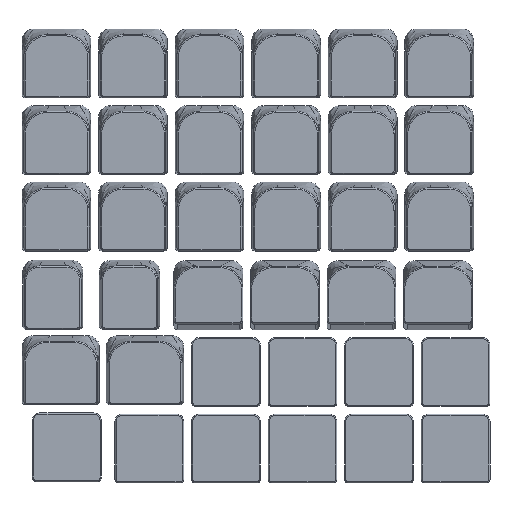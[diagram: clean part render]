
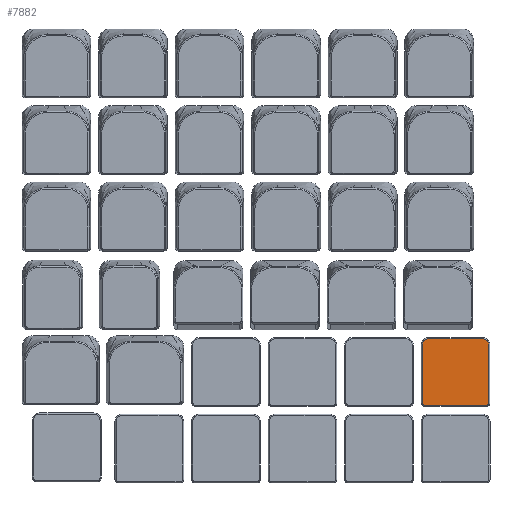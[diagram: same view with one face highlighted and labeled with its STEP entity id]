
A CAD part, front view. The second image highlights one B-rep face of the part: STEP entity #7882.
In plain terms, the highlighted face is planar.
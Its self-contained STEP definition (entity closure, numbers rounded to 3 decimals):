
#943=PLANE('',#8504);
#1334=FACE_OUTER_BOUND('',#1733,.T.);
#1733=EDGE_LOOP('',(#7249,#7250,#7251,#7252,#7253,#7254,#7255,#7256));
#2530=LINE('',#14819,#3386);
#2534=LINE('',#14831,#3390);
#2538=LINE('',#14843,#3394);
#2542=LINE('',#14855,#3398);
#3386=VECTOR('',#10149,10.);
#3390=VECTOR('',#10161,10.);
#3394=VECTOR('',#10173,10.);
#3398=VECTOR('',#10185,10.);
#3569=CIRCLE('',#8485,0.7);
#3571=CIRCLE('',#8489,1.7);
#3573=CIRCLE('',#8493,1.7);
#3575=CIRCLE('',#8497,0.7);
#4209=VERTEX_POINT('',#14812);
#4212=VERTEX_POINT('',#14817);
#4213=VERTEX_POINT('',#14821);
#4215=VERTEX_POINT('',#14827);
#4217=VERTEX_POINT('',#14833);
#4219=VERTEX_POINT('',#14839);
#4221=VERTEX_POINT('',#14845);
#4223=VERTEX_POINT('',#14851);
#5229=EDGE_CURVE('',#4212,#4209,#2530,.T.);
#5232=EDGE_CURVE('',#4209,#4213,#3569,.T.);
#5235=EDGE_CURVE('',#4213,#4215,#2534,.T.);
#5238=EDGE_CURVE('',#4215,#4217,#3571,.T.);
#5241=EDGE_CURVE('',#4217,#4219,#2538,.T.);
#5244=EDGE_CURVE('',#4219,#4221,#3573,.T.);
#5247=EDGE_CURVE('',#4221,#4223,#2542,.T.);
#5249=EDGE_CURVE('',#4223,#4212,#3575,.T.);
#7249=ORIENTED_EDGE('',*,*,#5229,.F.);
#7250=ORIENTED_EDGE('',*,*,#5249,.F.);
#7251=ORIENTED_EDGE('',*,*,#5247,.F.);
#7252=ORIENTED_EDGE('',*,*,#5244,.F.);
#7253=ORIENTED_EDGE('',*,*,#5241,.F.);
#7254=ORIENTED_EDGE('',*,*,#5238,.F.);
#7255=ORIENTED_EDGE('',*,*,#5235,.F.);
#7256=ORIENTED_EDGE('',*,*,#5232,.F.);
#7882=ADVANCED_FACE('',(#1334),#943,.T.);
#8485=AXIS2_PLACEMENT_3D('',#14825,#10155,#10156);
#8489=AXIS2_PLACEMENT_3D('',#14837,#10167,#10168);
#8493=AXIS2_PLACEMENT_3D('',#14849,#10179,#10180);
#8497=AXIS2_PLACEMENT_3D('',#14858,#10190,#10191);
#8504=AXIS2_PLACEMENT_3D('',#14877,#10211,#10212);
#10149=DIRECTION('',(-1.,0.,0.));
#10155=DIRECTION('center_axis',(0.,-1.,
0.));
#10156=DIRECTION('ref_axis',(-0.156,0.,0.988));
#10161=DIRECTION('',(0.,0.,-1.));
#10167=DIRECTION('center_axis',(0.,-1.,
0.));
#10168=DIRECTION('ref_axis',(-0.988,0.,-0.156));
#10173=DIRECTION('',(1.,0.,0.));
#10179=DIRECTION('center_axis',(0.,-1.,
0.));
#10180=DIRECTION('ref_axis',(0.156,0.,-0.988));
#10185=DIRECTION('',(0.,0.,1.));
#10190=DIRECTION('center_axis',(0.,-1.,0.));
#10191=DIRECTION('ref_axis',(0.988,0.,0.156));
#10211=DIRECTION('center_axis',(0.,1.,0.));
#10212=DIRECTION('ref_axis',(0.,0.,1.));
#14812=CARTESIAN_POINT('',(-8.,12.,8.7));
#14817=CARTESIAN_POINT('',(8.,12.,8.7));
#14819=CARTESIAN_POINT('',(4.5,12.,8.7));
#14821=CARTESIAN_POINT('',(-8.7,12.,8.));
#14825=CARTESIAN_POINT('Origin',(-8.,12.,8.));
#14827=CARTESIAN_POINT('',(-8.7,12.,-7.));
#14831=CARTESIAN_POINT('',(-8.7,12.,4.556));
#14833=CARTESIAN_POINT('',(-7.,12.,-8.7));
#14837=CARTESIAN_POINT('Origin',(-7.,12.,-7.));
#14839=CARTESIAN_POINT('',(7.,12.,-8.7));
#14843=CARTESIAN_POINT('',(-3.761,12.,-8.7));
#14845=CARTESIAN_POINT('',(8.7,12.,-7.));
#14849=CARTESIAN_POINT('Origin',(7.,12.,-7.));
#14851=CARTESIAN_POINT('',(8.7,12.,8.));
#14855=CARTESIAN_POINT('',(8.7,12.,-4.444));
#14858=CARTESIAN_POINT('Origin',(8.,12.,8.));
#14877=CARTESIAN_POINT('Origin',(0.,12.,0.111));
